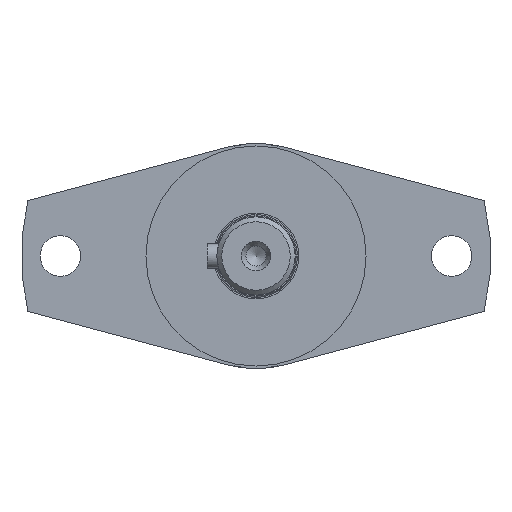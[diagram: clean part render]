
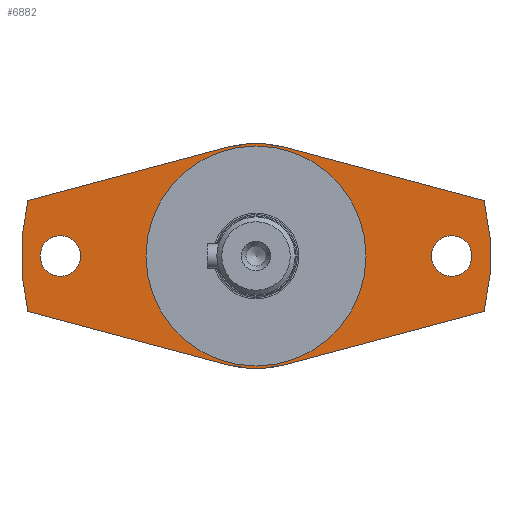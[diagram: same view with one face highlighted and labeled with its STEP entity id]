
A CAD part, left-side view. The second image highlights one B-rep face of the part: STEP entity #6882.
In plain terms, the highlighted planar face has unit normal (-1, 0, 0).
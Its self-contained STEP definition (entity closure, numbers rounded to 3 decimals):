
#81=FACE_BOUND('',#2334,.T.);
#82=FACE_BOUND('',#2335,.T.);
#83=FACE_BOUND('',#2336,.T.);
#858=LINE('',#12078,#1297);
#859=LINE('',#12079,#1298);
#860=LINE('',#12080,#1299);
#861=LINE('',#12081,#1300);
#1297=VECTOR('',#9897,10.);
#1298=VECTOR('',#9898,10.);
#1299=VECTOR('',#9899,10.);
#1300=VECTOR('',#9900,10.);
#1894=FACE_OUTER_BOUND('',#2333,.T.);
#2333=EDGE_LOOP('',(#6133,#6134,#6135,#6136,#6137,#6138,#6139,#6140));
#2334=EDGE_LOOP('',(#6141));
#2335=EDGE_LOOP('',(#6142));
#2336=EDGE_LOOP('',(#6143,#6144));
#2795=CIRCLE('',#7772,23.);
#2797=CIRCLE('',#7774,23.);
#2802=CIRCLE('',#7781,48.);
#2803=CIRCLE('',#7783,22.5);
#2804=CIRCLE('',#7784,22.5);
#2806=CIRCLE('',#7787,48.);
#2809=CIRCLE('',#7792,4.15);
#2810=CIRCLE('',#7793,4.15);
#3420=VERTEX_POINT('',#12024);
#3421=VERTEX_POINT('',#12026);
#3424=VERTEX_POINT('',#12032);
#3425=VERTEX_POINT('',#12034);
#3431=VERTEX_POINT('',#12050);
#3432=VERTEX_POINT('',#12052);
#3433=VERTEX_POINT('',#12056);
#3434=VERTEX_POINT('',#12057);
#3435=VERTEX_POINT('',#12062);
#3438=VERTEX_POINT('',#12067);
#3441=VERTEX_POINT('',#12082);
#3442=VERTEX_POINT('',#12084);
#4329=EDGE_CURVE('',#3421,#3420,#2795,.T.);
#4333=EDGE_CURVE('',#3425,#3424,#2797,.T.);
#4342=EDGE_CURVE('',#3431,#3432,#2802,.T.);
#4344=EDGE_CURVE('',#3433,#3434,#2803,.T.);
#4345=EDGE_CURVE('',#3434,#3433,#2804,.T.);
#4350=EDGE_CURVE('',#3438,#3435,#2806,.T.);
#4355=EDGE_CURVE('',#3431,#3421,#858,.T.);
#4356=EDGE_CURVE('',#3420,#3435,#859,.T.);
#4357=EDGE_CURVE('',#3438,#3425,#860,.T.);
#4358=EDGE_CURVE('',#3424,#3432,#861,.T.);
#4359=EDGE_CURVE('',#3441,#3441,#2809,.T.);
#4360=EDGE_CURVE('',#3442,#3442,#2810,.T.);
#6133=ORIENTED_EDGE('',*,*,#4355,.T.);
#6134=ORIENTED_EDGE('',*,*,#4329,.T.);
#6135=ORIENTED_EDGE('',*,*,#4356,.T.);
#6136=ORIENTED_EDGE('',*,*,#4350,.F.);
#6137=ORIENTED_EDGE('',*,*,#4357,.T.);
#6138=ORIENTED_EDGE('',*,*,#4333,.T.);
#6139=ORIENTED_EDGE('',*,*,#4358,.T.);
#6140=ORIENTED_EDGE('',*,*,#4342,.F.);
#6141=ORIENTED_EDGE('',*,*,#4359,.T.);
#6142=ORIENTED_EDGE('',*,*,#4360,.T.);
#6143=ORIENTED_EDGE('',*,*,#4344,.T.);
#6144=ORIENTED_EDGE('',*,*,#4345,.T.);
#6482=PLANE('',#7791);
#6882=ADVANCED_FACE('',(#1894,#81,#82,#83),#6482,.T.);
#7772=AXIS2_PLACEMENT_3D('',#12027,#9845,#9846);
#7774=AXIS2_PLACEMENT_3D('',#12035,#9851,#9852);
#7781=AXIS2_PLACEMENT_3D('',#12053,#9869,#9870);
#7783=AXIS2_PLACEMENT_3D('',#12058,#9874,#9875);
#7784=AXIS2_PLACEMENT_3D('',#12059,#9876,#9877);
#7787=AXIS2_PLACEMENT_3D('',#12069,#9885,#9886);
#7791=AXIS2_PLACEMENT_3D('',#12077,#9895,#9896);
#7792=AXIS2_PLACEMENT_3D('',#12083,#9901,#9902);
#7793=AXIS2_PLACEMENT_3D('',#12085,#9903,#9904);
#9845=DIRECTION('center_axis',(-1.,0.,0.));
#9846=DIRECTION('ref_axis',(0.,0.259,0.966));
#9851=DIRECTION('center_axis',(-1.,0.,0.));
#9852=DIRECTION('ref_axis',(0.,0.259,0.966));
#9869=DIRECTION('center_axis',(1.,0.,0.));
#9870=DIRECTION('ref_axis',(0.,-1.,0.));
#9874=DIRECTION('center_axis',(1.,0.,0.));
#9875=DIRECTION('ref_axis',(0.,-1.,0.));
#9876=DIRECTION('center_axis',(1.,0.,0.));
#9877=DIRECTION('ref_axis',(0.,-1.,0.));
#9885=DIRECTION('center_axis',(1.,0.,0.));
#9886=DIRECTION('ref_axis',(0.,-1.,0.));
#9895=DIRECTION('center_axis',(-1.,0.,0.));
#9896=DIRECTION('ref_axis',(0.,0.,-1.));
#9897=DIRECTION('',(0.,0.966,0.259));
#9898=DIRECTION('',(0.,0.966,-0.259));
#9899=DIRECTION('',(0.,-0.966,-0.259));
#9900=DIRECTION('',(0.,-0.966,0.259));
#9901=DIRECTION('center_axis',(1.,0.,0.));
#9902=DIRECTION('ref_axis',(0.,0.,1.));
#9903=DIRECTION('center_axis',(1.,0.,0.));
#9904=DIRECTION('ref_axis',(0.,0.,1.));
#12024=CARTESIAN_POINT('',(-132.5,5.953,22.216));
#12026=CARTESIAN_POINT('',(-132.5,-5.953,22.216));
#12027=CARTESIAN_POINT('Origin',(-132.5,0.,0.));
#12032=CARTESIAN_POINT('',(-132.5,-5.953,-22.216));
#12034=CARTESIAN_POINT('',(-132.5,5.953,-22.216));
#12035=CARTESIAN_POINT('Origin',(-132.5,0.,0.));
#12050=CARTESIAN_POINT('',(-132.5,-46.648,11.312));
#12052=CARTESIAN_POINT('',(-132.5,-46.648,-11.312));
#12053=CARTESIAN_POINT('Origin',(-132.5,0.,0.));
#12056=CARTESIAN_POINT('',(-132.5,-22.5,0.));
#12057=CARTESIAN_POINT('',(-132.5,22.5,0.));
#12058=CARTESIAN_POINT('Origin',(-132.5,0.,0.));
#12059=CARTESIAN_POINT('Origin',(-132.5,0.,0.));
#12062=CARTESIAN_POINT('',(-132.5,46.648,11.312));
#12067=CARTESIAN_POINT('',(-132.5,46.648,-11.312));
#12069=CARTESIAN_POINT('Origin',(-132.5,0.,0.));
#12077=CARTESIAN_POINT('Origin',(-132.5,-35.25,0.));
#12078=CARTESIAN_POINT('',(-132.5,-45.921,11.507));
#12079=CARTESIAN_POINT('',(-132.5,-10.492,26.623));
#12080=CARTESIAN_POINT('',(-132.5,13.032,-20.319));
#12081=CARTESIAN_POINT('',(-132.5,-22.397,-17.81));
#12082=CARTESIAN_POINT('',(-132.5,40.,-4.15));
#12083=CARTESIAN_POINT('Origin',(-132.5,40.,0.));
#12084=CARTESIAN_POINT('',(-132.5,-40.,-4.15));
#12085=CARTESIAN_POINT('Origin',(-132.5,-40.,0.));
